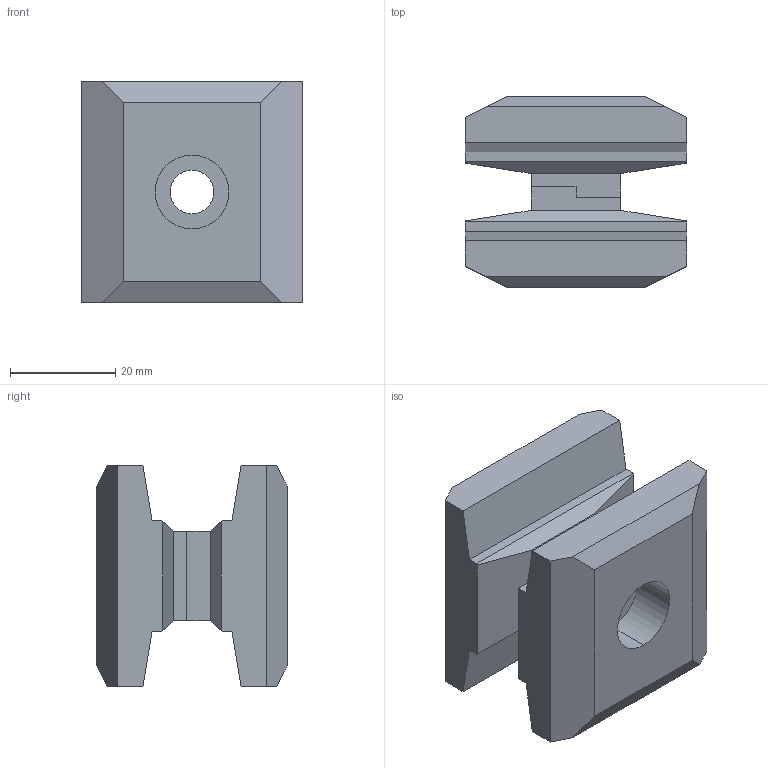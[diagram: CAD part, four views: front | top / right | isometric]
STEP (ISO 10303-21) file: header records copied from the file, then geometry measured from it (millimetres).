
FILE_DESCRIPTION (( 'STEP AP214' ), '1' );
FILE_NAME ('PO-100.STEP', '2017-06-29T14:25:55', ( '' ), ( '' ), 'SwSTEP 2.0', 'SolidWorks 2017', '' );
FILE_SCHEMA (( 'AUTOMOTIVE_DESIGN' ));
Length unit declared in the file: millimetre
Products named in the file (2): PO-100; PO-100-1
Assembly tree (2 placements, depth 2):
  PO-100
    PO-100-1  x2
Bounding box: 42 x 36.2 x 42 mm (x, y, z)
Volume: 36708.4 mm3; surface area: 11769.5 mm2
Topology: 2 solids, 2 shells, 86 faces, 236 edges, 156 vertices
Faces by surface type: plane 70, cylinder 16
Entity records: 1430 total; most frequent: CARTESIAN_POINT 244, ORIENTED_EDGE 236, DIRECTION 230, EDGE_CURVE 118, VECTOR 102, LINE 102, VERTEX_POINT 78, AXIS2_PLACEMENT_3D 64
